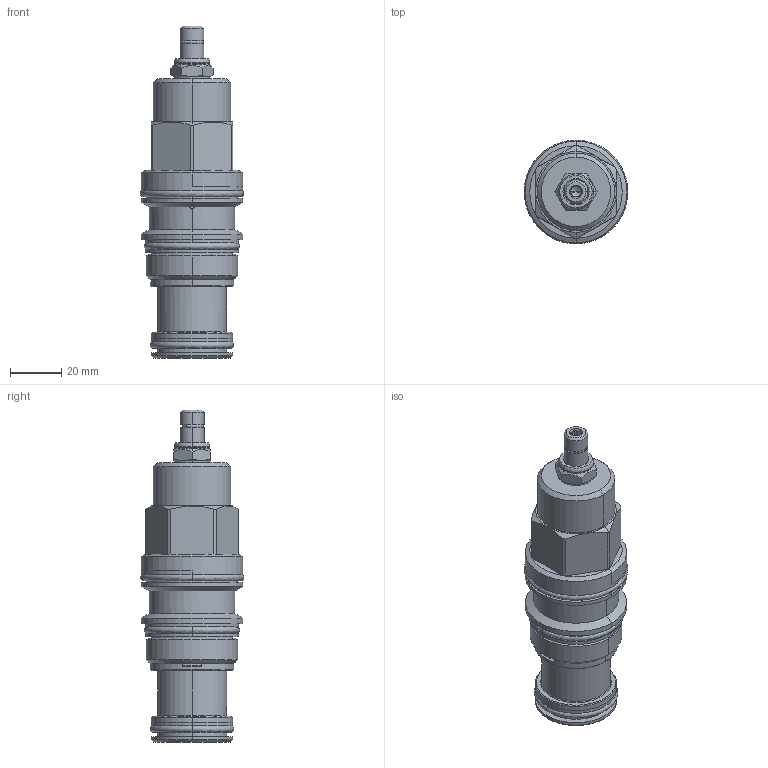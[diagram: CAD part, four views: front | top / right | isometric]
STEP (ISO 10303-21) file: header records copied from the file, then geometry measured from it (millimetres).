
FILE_DESCRIPTION((''),'2;1');
FILE_NAME('SQHB-LAN_PRT','2009-09-04T',('Administrator'),(''),'PRO/ENGINEER BY PARAMETRIC TECHNOLOGY CORPORATION, 2006240','PRO/ENGINEER BY PARAMETRIC TECHNOLOGY CORPORATION, 2006240','');
FILE_SCHEMA(('CONFIG_CONTROL_DESIGN'));
Length unit declared in the file: inch
Products named in the file (1): SQHB-LAN_PRT
Bounding box: 40.36 x 40.34 x 129.39 mm (x, y, z)
Volume: 79906.2 mm3; surface area: 31701.5 mm2
Topology: 6 solids, 6 shells, 322 faces, 743 edges, 439 vertices
Faces by surface type: cylinder 105, cone 86, plane 74, torus 27, revolution 12, bspline 10, sphere 8
Entity records: 27782 total; most frequent: CARTESIAN_POINT 20504, DIRECTION 1586, ORIENTED_EDGE 1454, EDGE_CURVE 727, AXIS2_PLACEMENT_3D 663, VERTEX_POINT 439, CIRCLE 363, EDGE_LOOP 354
